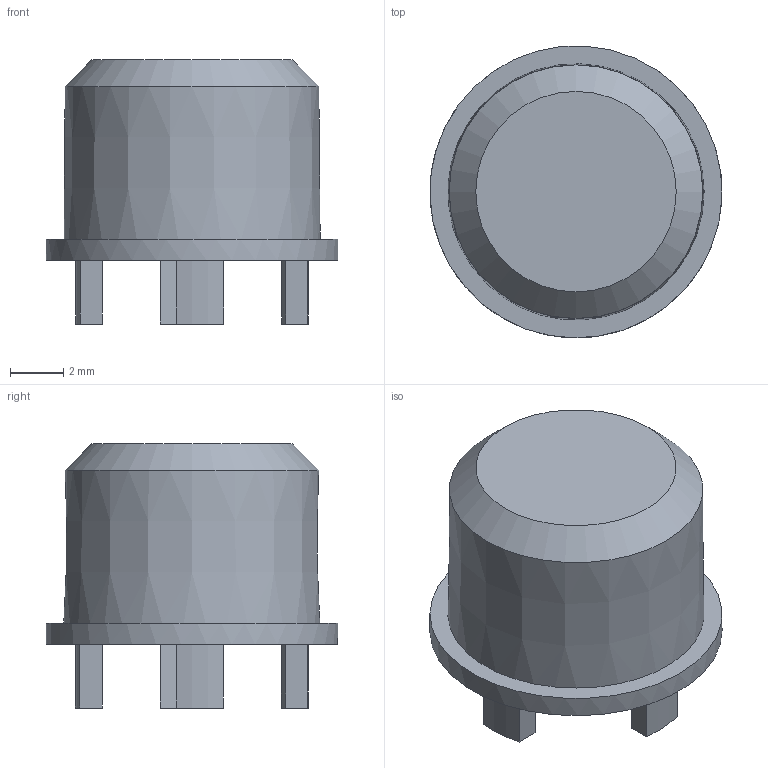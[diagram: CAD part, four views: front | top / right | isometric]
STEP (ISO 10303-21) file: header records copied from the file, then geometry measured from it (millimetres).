
FILE_DESCRIPTION((''),'2;1');
FILE_NAME('1DS.stp','2010-03-02T09:37:56',('FD'),(''),'Autodesk Inventor 2010','Autodesk Inventor 2010','');
FILE_SCHEMA(('AUTOMOTIVE_DESIGN { 1 0 10303 214 1 1 1 1 }'));
Length unit declared in the file: millimetre
Products named in the file (1): Part2
Bounding box: 10.99 x 10.99 x 9.96 mm (x, y, z)
Volume: 563.8 mm3; surface area: 451.2 mm2
Topology: 1 solids, 1 shells, 26 faces, 58 edges, 39 vertices
Faces by surface type: plane 15, cylinder 9, cone 2
Full cylindrical faces by diameter (mm): 11 x1
Entity records: 731 total; most frequent: DIRECTION 128, CARTESIAN_POINT 117, ORIENTED_EDGE 106, EDGE_CURVE 53, AXIS2_PLACEMENT_3D 48, VERTEX_POINT 37, EDGE_LOOP 34, VECTOR 32
